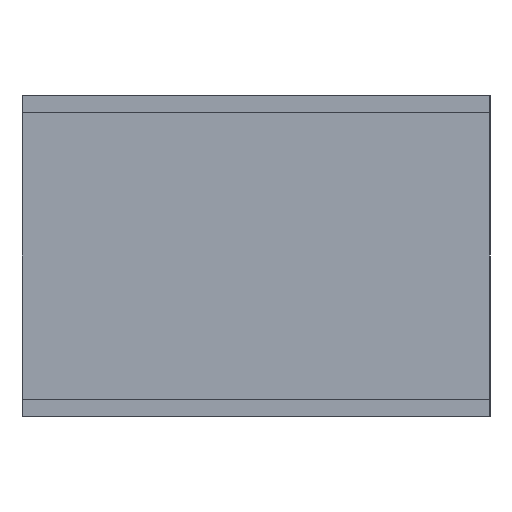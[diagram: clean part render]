
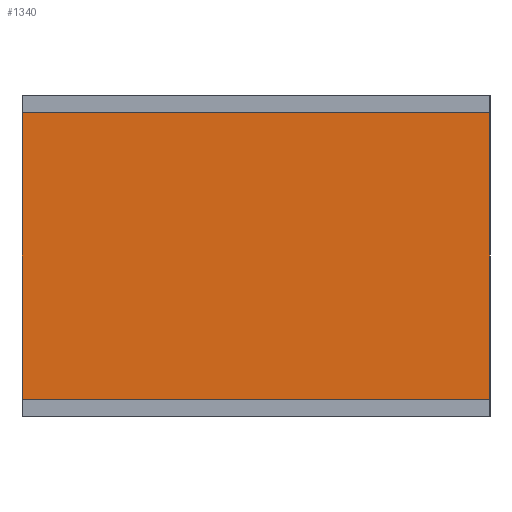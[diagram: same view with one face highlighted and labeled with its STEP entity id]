
A CAD part, left-side view. The second image highlights one B-rep face of the part: STEP entity #1340.
In plain terms, the highlighted planar face has unit normal (-1, 0, 0).
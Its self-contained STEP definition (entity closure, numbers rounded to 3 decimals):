
#747 = VERTEX_POINT('',#748);
#748 = CARTESIAN_POINT('',(-0.8,-0.4,0.03));
#762 = PLANE('',#763);
#763 = AXIS2_PLACEMENT_3D('',#764,#765,#766);
#764 = CARTESIAN_POINT('',(-0.8,-0.4,0.));
#765 = DIRECTION('',(1.,0.,0.));
#766 = DIRECTION('',(0.,0.,1.));
#788 = PLANE('',#789);
#789 = AXIS2_PLACEMENT_3D('',#790,#791,#792);
#790 = CARTESIAN_POINT('',(-0.8,-0.4,0.));
#791 = DIRECTION('',(0.,1.,0.));
#792 = DIRECTION('',(0.,0.,1.));
#844 = PLANE('',#845);
#845 = AXIS2_PLACEMENT_3D('',#846,#847,#848);
#846 = CARTESIAN_POINT('',(-0.8,0.4,0.));
#847 = DIRECTION('',(0.,1.,0.));
#848 = DIRECTION('',(0.,0.,1.));
#907 = VERTEX_POINT('',#908);
#908 = CARTESIAN_POINT('',(-0.8,0.4,0.03));
#982 = EDGE_CURVE('',#747,#983,#985,.T.);
#983 = VERTEX_POINT('',#984);
#984 = CARTESIAN_POINT('',(-0.8,-0.4,0.52));
#985 = SURFACE_CURVE('',#986,(#990,#997),.PCURVE_S1.);
#986 = LINE('',#987,#988);
#987 = CARTESIAN_POINT('',(-0.8,-0.4,0.));
#988 = VECTOR('',#989,1.);
#989 = DIRECTION('',(0.,0.,1.));
#990 = PCURVE('',#788,#991);
#991 = DEFINITIONAL_REPRESENTATION('',(#992),#996);
#992 = LINE('',#993,#994);
#993 = CARTESIAN_POINT('',(0.,0.));
#994 = VECTOR('',#995,1.);
#995 = DIRECTION('',(1.,0.));
#996 = ( GEOMETRIC_REPRESENTATION_CONTEXT(2) 
PARAMETRIC_REPRESENTATION_CONTEXT() REPRESENTATION_CONTEXT('2D SPACE',''
  ) );
#997 = PCURVE('',#998,#1003);
#998 = PLANE('',#999);
#999 = AXIS2_PLACEMENT_3D('',#1000,#1001,#1002);
#1000 = CARTESIAN_POINT('',(-0.8,-0.4,0.));
#1001 = DIRECTION('',(1.,0.,0.));
#1002 = DIRECTION('',(0.,0.,1.));
#1003 = DEFINITIONAL_REPRESENTATION('',(#1004),#1008);
#1004 = LINE('',#1005,#1006);
#1005 = CARTESIAN_POINT('',(0.,0.));
#1006 = VECTOR('',#1007,1.);
#1007 = DIRECTION('',(1.,0.));
#1008 = ( GEOMETRIC_REPRESENTATION_CONTEXT(2) 
PARAMETRIC_REPRESENTATION_CONTEXT() REPRESENTATION_CONTEXT('2D SPACE',''
  ) );
#1043 = EDGE_CURVE('',#747,#907,#1044,.T.);
#1044 = SURFACE_CURVE('',#1045,(#1049,#1056),.PCURVE_S1.);
#1045 = LINE('',#1046,#1047);
#1046 = CARTESIAN_POINT('',(-0.8,-0.4,0.03));
#1047 = VECTOR('',#1048,1.);
#1048 = DIRECTION('',(0.,1.,0.));
#1049 = PCURVE('',#762,#1050);
#1050 = DEFINITIONAL_REPRESENTATION('',(#1051),#1055);
#1051 = LINE('',#1052,#1053);
#1052 = CARTESIAN_POINT('',(0.03,0.));
#1053 = VECTOR('',#1054,1.);
#1054 = DIRECTION('',(0.,-1.));
#1055 = ( GEOMETRIC_REPRESENTATION_CONTEXT(2) 
PARAMETRIC_REPRESENTATION_CONTEXT() REPRESENTATION_CONTEXT('2D SPACE',''
  ) );
#1056 = PCURVE('',#998,#1057);
#1057 = DEFINITIONAL_REPRESENTATION('',(#1058),#1062);
#1058 = LINE('',#1059,#1060);
#1059 = CARTESIAN_POINT('',(0.03,0.));
#1060 = VECTOR('',#1061,1.);
#1061 = DIRECTION('',(0.,-1.));
#1062 = ( GEOMETRIC_REPRESENTATION_CONTEXT(2) 
PARAMETRIC_REPRESENTATION_CONTEXT() REPRESENTATION_CONTEXT('2D SPACE',''
  ) );
#1210 = EDGE_CURVE('',#907,#1211,#1213,.T.);
#1211 = VERTEX_POINT('',#1212);
#1212 = CARTESIAN_POINT('',(-0.8,0.4,0.52));
#1213 = SURFACE_CURVE('',#1214,(#1218,#1225),.PCURVE_S1.);
#1214 = LINE('',#1215,#1216);
#1215 = CARTESIAN_POINT('',(-0.8,0.4,0.));
#1216 = VECTOR('',#1217,1.);
#1217 = DIRECTION('',(0.,0.,1.));
#1218 = PCURVE('',#844,#1219);
#1219 = DEFINITIONAL_REPRESENTATION('',(#1220),#1224);
#1220 = LINE('',#1221,#1222);
#1221 = CARTESIAN_POINT('',(0.,0.));
#1222 = VECTOR('',#1223,1.);
#1223 = DIRECTION('',(1.,0.));
#1224 = ( GEOMETRIC_REPRESENTATION_CONTEXT(2) 
PARAMETRIC_REPRESENTATION_CONTEXT() REPRESENTATION_CONTEXT('2D SPACE',''
  ) );
#1225 = PCURVE('',#998,#1226);
#1226 = DEFINITIONAL_REPRESENTATION('',(#1227),#1231);
#1227 = LINE('',#1228,#1229);
#1228 = CARTESIAN_POINT('',(0.,-0.8));
#1229 = VECTOR('',#1230,1.);
#1230 = DIRECTION('',(1.,0.));
#1231 = ( GEOMETRIC_REPRESENTATION_CONTEXT(2) 
PARAMETRIC_REPRESENTATION_CONTEXT() REPRESENTATION_CONTEXT('2D SPACE',''
  ) );
#1280 = PLANE('',#1281);
#1281 = AXIS2_PLACEMENT_3D('',#1282,#1283,#1284);
#1282 = CARTESIAN_POINT('',(-0.8,-0.4,0.52));
#1283 = DIRECTION('',(1.,0.,0.));
#1284 = DIRECTION('',(0.,0.,1.));
#1340 = ADVANCED_FACE('',(#1341),#998,.F.);
#1341 = FACE_BOUND('',#1342,.F.);
#1342 = EDGE_LOOP('',(#1343,#1344,#1345,#1346));
#1343 = ORIENTED_EDGE('',*,*,#982,.F.);
#1344 = ORIENTED_EDGE('',*,*,#1043,.T.);
#1345 = ORIENTED_EDGE('',*,*,#1210,.T.);
#1346 = ORIENTED_EDGE('',*,*,#1347,.F.);
#1347 = EDGE_CURVE('',#983,#1211,#1348,.T.);
#1348 = SURFACE_CURVE('',#1349,(#1353,#1360),.PCURVE_S1.);
#1349 = LINE('',#1350,#1351);
#1350 = CARTESIAN_POINT('',(-0.8,-0.4,0.52));
#1351 = VECTOR('',#1352,1.);
#1352 = DIRECTION('',(0.,1.,0.));
#1353 = PCURVE('',#998,#1354);
#1354 = DEFINITIONAL_REPRESENTATION('',(#1355),#1359);
#1355 = LINE('',#1356,#1357);
#1356 = CARTESIAN_POINT('',(0.52,0.));
#1357 = VECTOR('',#1358,1.);
#1358 = DIRECTION('',(0.,-1.));
#1359 = ( GEOMETRIC_REPRESENTATION_CONTEXT(2) 
PARAMETRIC_REPRESENTATION_CONTEXT() REPRESENTATION_CONTEXT('2D SPACE',''
  ) );
#1360 = PCURVE('',#1280,#1361);
#1361 = DEFINITIONAL_REPRESENTATION('',(#1362),#1366);
#1362 = LINE('',#1363,#1364);
#1363 = CARTESIAN_POINT('',(0.,0.));
#1364 = VECTOR('',#1365,1.);
#1365 = DIRECTION('',(0.,-1.));
#1366 = ( GEOMETRIC_REPRESENTATION_CONTEXT(2) 
PARAMETRIC_REPRESENTATION_CONTEXT() REPRESENTATION_CONTEXT('2D SPACE',''
  ) );
